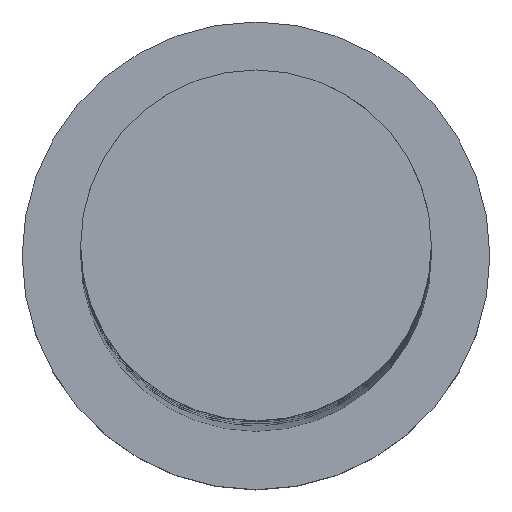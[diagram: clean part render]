
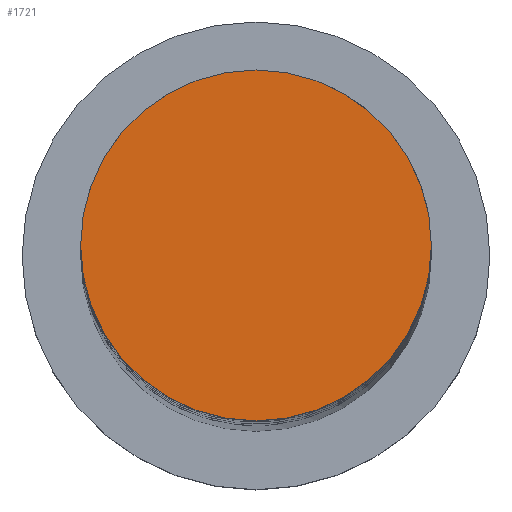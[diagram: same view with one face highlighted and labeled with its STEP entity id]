
A CAD part, top view. The second image highlights one B-rep face of the part: STEP entity #1721.
In plain terms, the highlighted planar face has unit normal (0, 0, 1).
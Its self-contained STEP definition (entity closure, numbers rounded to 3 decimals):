
#37 = CARTESIAN_POINT ( 'NONE',  ( 9., 0., 315. ) ) ;
#129 = DIRECTION ( 'NONE',  ( 1., 0., 0. ) ) ;
#212 = ORIENTED_EDGE ( 'NONE', *, *, #1382, .T. ) ;
#348 = CIRCLE ( 'NONE', #1035, 9. ) ;
#409 = CIRCLE ( 'NONE', #1280, 9. ) ;
#441 = EDGE_CURVE ( 'NONE', #1303, #834, #348, .T. ) ;
#465 = ORIENTED_EDGE ( 'NONE', *, *, #441, .T. ) ;
#553 = DIRECTION ( 'NONE',  ( 0., 0., 1. ) ) ;
#679 = EDGE_LOOP ( 'NONE', ( #465, #212 ) ) ;
#834 = VERTEX_POINT ( 'NONE', #37 ) ;
#940 = DIRECTION ( 'NONE',  ( 1., 0., 0. ) ) ;
#1035 = AXIS2_PLACEMENT_3D ( 'NONE', #1446, #553, #1137 ) ;
#1137 = DIRECTION ( 'NONE',  ( 1., 0., 0. ) ) ;
#1168 = CARTESIAN_POINT ( 'NONE',  ( 0., 0., 315. ) ) ;
#1280 = AXIS2_PLACEMENT_3D ( 'NONE', #1785, #1814, #940 ) ;
#1303 = VERTEX_POINT ( 'NONE', #1489 ) ;
#1382 = EDGE_CURVE ( 'NONE', #834, #1303, #409, .T. ) ;
#1438 = DIRECTION ( 'NONE',  ( 0., 0., 1. ) ) ;
#1446 = CARTESIAN_POINT ( 'NONE',  ( 0., 0., 315. ) ) ;
#1489 = CARTESIAN_POINT ( 'NONE',  ( -9., 0., 315. ) ) ;
#1721 = ADVANCED_FACE ( 'NONE', ( #1886 ), #1912, .T. ) ;
#1767 = AXIS2_PLACEMENT_3D ( 'NONE', #1168, #1438, #129 ) ;
#1785 = CARTESIAN_POINT ( 'NONE',  ( 0., 0., 315. ) ) ;
#1814 = DIRECTION ( 'NONE',  ( 0., 0., 1. ) ) ;
#1886 = FACE_OUTER_BOUND ( 'NONE', #679, .T. ) ;
#1912 = PLANE ( 'NONE',  #1767 ) ;
